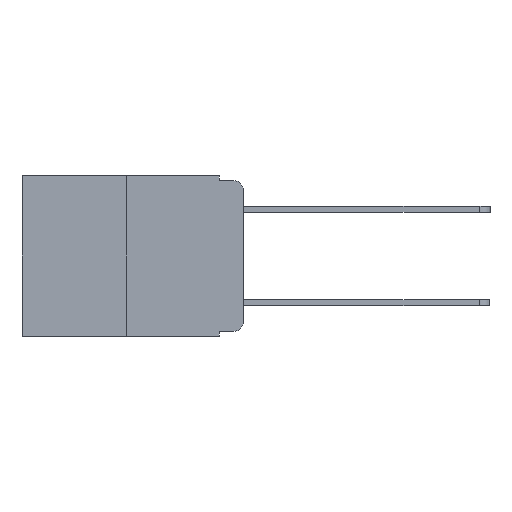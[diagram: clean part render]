
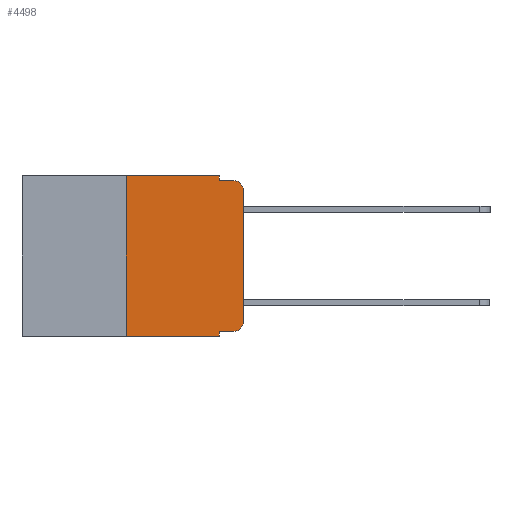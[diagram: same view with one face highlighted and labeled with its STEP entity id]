
A CAD part, left-side view. The second image highlights one B-rep face of the part: STEP entity #4498.
In plain terms, the highlighted planar face has unit normal (-1, 0, 0).
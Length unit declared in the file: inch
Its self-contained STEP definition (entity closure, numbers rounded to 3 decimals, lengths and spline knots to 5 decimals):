
#332 = LINE ( 'NONE', #4463, #12865 ) ;
#389 = CARTESIAN_POINT ( 'NONE',  ( 0., 0.25, 0. ) ) ;
#1149 = DIRECTION ( 'NONE',  ( 0., 0., -1. ) ) ;
#1346 = DIRECTION ( 'NONE',  ( 0., 0., 1. ) ) ;
#1440 = EDGE_CURVE ( 'NONE', #18722, #16636, #332, .T. ) ;
#2136 = CARTESIAN_POINT ( 'NONE',  ( 0., 0., -0.313 ) ) ;
#2575 = LINE ( 'NONE', #9279, #19202 ) ;
#3755 = CARTESIAN_POINT ( 'NONE',  ( 0., 0.473, 0. ) ) ;
#3923 = CARTESIAN_POINT ( 'NONE',  ( 0., 0.051, -0.01 ) ) ;
#4116 = EDGE_CURVE ( 'NONE', #5935, #11412, #5801, .T. ) ;
#4455 = DIRECTION ( 'NONE',  ( 0., -1., 0. ) ) ;
#4463 = CARTESIAN_POINT ( 'NONE',  ( 0., 0., 0. ) ) ;
#4498 = ADVANCED_FACE ( 'NONE', ( #6305 ), #5459, .F. ) ;
#4909 = ORIENTED_EDGE ( 'NONE', *, *, #6236, .F. ) ;
#5114 = VECTOR ( 'NONE', #6843, 39.37008 ) ;
#5459 = PLANE ( 'NONE',  #13944 ) ;
#5776 = EDGE_CURVE ( 'NONE', #11049, #6799, #5993, .T. ) ;
#5801 = LINE ( 'NONE', #7562, #13809 ) ;
#5935 = VERTEX_POINT ( 'NONE', #389 ) ;
#5987 = CARTESIAN_POINT ( 'NONE',  ( 0., 0.02, -0.333 ) ) ;
#5993 = LINE ( 'NONE', #7144, #10313 ) ;
#6236 = EDGE_CURVE ( 'NONE', #11412, #8994, #7246, .T. ) ;
#6305 = FACE_OUTER_BOUND ( 'NONE', #16778, .T. ) ;
#6744 = CARTESIAN_POINT ( 'NONE',  ( 0., 0.051, 0. ) ) ;
#6799 = VERTEX_POINT ( 'NONE', #10462 ) ;
#6843 = DIRECTION ( 'NONE',  ( 0., 0., -1. ) ) ;
#7109 = CARTESIAN_POINT ( 'NONE',  ( 0., 0.02, -0.03 ) ) ;
#7122 = DIRECTION ( 'NONE',  ( 0., 0., -1. ) ) ;
#7144 = CARTESIAN_POINT ( 'NONE',  ( 0., 0.473, -0.343 ) ) ;
#7246 = LINE ( 'NONE', #21012, #19262 ) ;
#7317 = EDGE_CURVE ( 'NONE', #14178, #6799, #18736, .T. ) ;
#7562 = CARTESIAN_POINT ( 'NONE',  ( 0., 0.473, 0. ) ) ;
#8392 = EDGE_CURVE ( 'NONE', #14178, #9135, #2575, .T. ) ;
#8733 = DIRECTION ( 'NONE',  ( 0., 0., -1. ) ) ;
#8779 = CARTESIAN_POINT ( 'NONE',  ( 0., 0.051, -0.01 ) ) ;
#8994 = VERTEX_POINT ( 'NONE', #3923 ) ;
#9135 = VERTEX_POINT ( 'NONE', #5987 ) ;
#9199 = DIRECTION ( 'NONE',  ( 0., -1., 0. ) ) ;
#9279 = CARTESIAN_POINT ( 'NONE',  ( 0., 0.051, -0.333 ) ) ;
#10313 = VECTOR ( 'NONE', #18146, 39.37008 ) ;
#10404 = DIRECTION ( 'NONE',  ( 0., -1., 0. ) ) ;
#10462 = CARTESIAN_POINT ( 'NONE',  ( 0., 0.051, -0.343 ) ) ;
#11049 = VERTEX_POINT ( 'NONE', #15371 ) ;
#11268 = ORIENTED_EDGE ( 'NONE', *, *, #8392, .T. ) ;
#11325 = DIRECTION ( 'NONE',  ( -1., 0., 0. ) ) ;
#11362 = VECTOR ( 'NONE', #10404, 39.37008 ) ;
#11412 = VERTEX_POINT ( 'NONE', #6744 ) ;
#11628 = EDGE_CURVE ( 'NONE', #8994, #13359, #15527, .T. ) ;
#11766 = DIRECTION ( 'NONE',  ( 0., 0., -1. ) ) ;
#12437 = CARTESIAN_POINT ( 'NONE',  ( 0., 0., -0.03 ) ) ;
#12501 = ORIENTED_EDGE ( 'NONE', *, *, #20301, .T. ) ;
#12682 = EDGE_CURVE ( 'NONE', #11049, #5935, #17617, .T. ) ;
#12865 = VECTOR ( 'NONE', #1346, 39.37008 ) ;
#12995 = CIRCLE ( 'NONE', #17059, 0.02 ) ;
#13001 = ORIENTED_EDGE ( 'NONE', *, *, #1440, .T. ) ;
#13359 = VERTEX_POINT ( 'NONE', #16774 ) ;
#13472 = ORIENTED_EDGE ( 'NONE', *, *, #12682, .F. ) ;
#13809 = VECTOR ( 'NONE', #9199, 39.37008 ) ;
#13944 = AXIS2_PLACEMENT_3D ( 'NONE', #3755, #16598, #7122 ) ;
#14178 = VERTEX_POINT ( 'NONE', #16934 ) ;
#14451 = ORIENTED_EDGE ( 'NONE', *, *, #5776, .T. ) ;
#14596 = AXIS2_PLACEMENT_3D ( 'NONE', #20597, #11325, #1149 ) ;
#15371 = CARTESIAN_POINT ( 'NONE',  ( 0., 0.25, -0.343 ) ) ;
#15380 = DIRECTION ( 'NONE',  ( 0., 0., 1. ) ) ;
#15527 = LINE ( 'NONE', #8779, #11362 ) ;
#15903 = ORIENTED_EDGE ( 'NONE', *, *, #16845, .T. ) ;
#16242 = CARTESIAN_POINT ( 'NONE',  ( 0., 0.051, 0. ) ) ;
#16598 = DIRECTION ( 'NONE',  ( 1., 0., 0. ) ) ;
#16636 = VERTEX_POINT ( 'NONE', #12437 ) ;
#16774 = CARTESIAN_POINT ( 'NONE',  ( 0., 0.02, -0.01 ) ) ;
#16778 = EDGE_LOOP ( 'NONE', ( #13001, #12501, #20220, #4909, #19741, #13472, #14451, #18524, #11268, #15903 ) ) ;
#16845 = EDGE_CURVE ( 'NONE', #9135, #18722, #18639, .T. ) ;
#16934 = CARTESIAN_POINT ( 'NONE',  ( 0., 0.051, -0.333 ) ) ;
#17059 = AXIS2_PLACEMENT_3D ( 'NONE', #7109, #18105, #8733 ) ;
#17617 = LINE ( 'NONE', #18378, #21224 ) ;
#18105 = DIRECTION ( 'NONE',  ( -1., 0., 0. ) ) ;
#18146 = DIRECTION ( 'NONE',  ( 0., -1., 0. ) ) ;
#18378 = CARTESIAN_POINT ( 'NONE',  ( 0., 0.25, 0. ) ) ;
#18524 = ORIENTED_EDGE ( 'NONE', *, *, #7317, .F. ) ;
#18639 = CIRCLE ( 'NONE', #14596, 0.02 ) ;
#18722 = VERTEX_POINT ( 'NONE', #2136 ) ;
#18736 = LINE ( 'NONE', #16242, #5114 ) ;
#19202 = VECTOR ( 'NONE', #4455, 39.37008 ) ;
#19262 = VECTOR ( 'NONE', #11766, 39.37008 ) ;
#19741 = ORIENTED_EDGE ( 'NONE', *, *, #4116, .F. ) ;
#20220 = ORIENTED_EDGE ( 'NONE', *, *, #11628, .F. ) ;
#20301 = EDGE_CURVE ( 'NONE', #16636, #13359, #12995, .T. ) ;
#20597 = CARTESIAN_POINT ( 'NONE',  ( 0., 0.02, -0.313 ) ) ;
#21012 = CARTESIAN_POINT ( 'NONE',  ( 0., 0.051, 0. ) ) ;
#21224 = VECTOR ( 'NONE', #15380, 39.37008 ) ;
